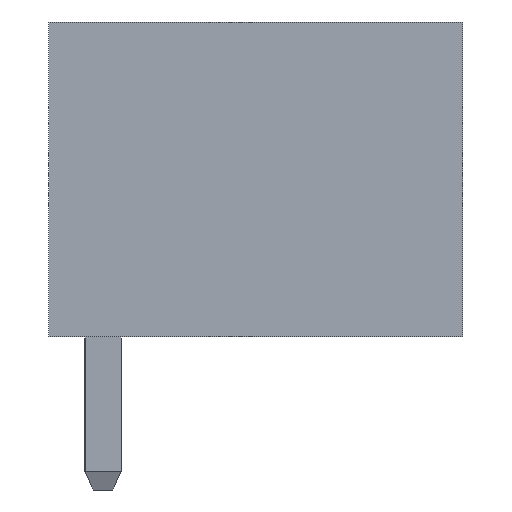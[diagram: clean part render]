
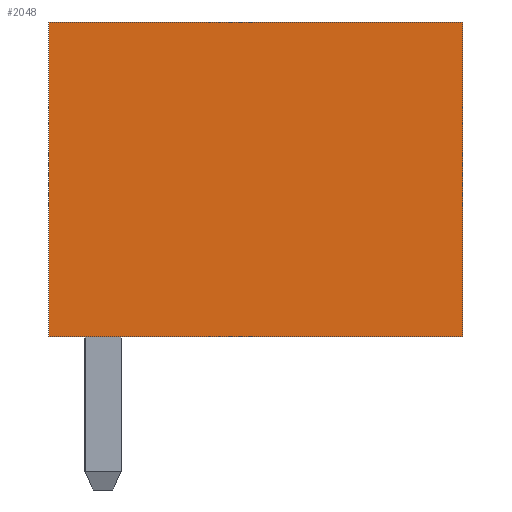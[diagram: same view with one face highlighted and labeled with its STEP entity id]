
A CAD part, left-side view. The second image highlights one B-rep face of the part: STEP entity #2048.
In plain terms, the highlighted planar face has unit normal (-1, 0, 0).
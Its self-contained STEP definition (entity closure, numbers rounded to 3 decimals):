
#518 = ORIENTED_EDGE ( 'NONE', *, *, #1674, .T. ) ;
#593 = DIRECTION ( 'NONE',  ( 0., -1., 0. ) ) ;
#787 = EDGE_CURVE ( 'NONE', #2477, #3017, #2702, .T. ) ;
#878 = EDGE_CURVE ( 'NONE', #4144, #3192, #1448, .T. ) ;
#1053 = CARTESIAN_POINT ( 'NONE',  ( -9.15, 9.2, 7. ) ) ;
#1095 = DIRECTION ( 'NONE',  ( 0., -1., 0. ) ) ;
#1225 = AXIS2_PLACEMENT_3D ( 'NONE', #1305, #2679, #1820 ) ;
#1305 = CARTESIAN_POINT ( 'NONE',  ( -9.15, 9.2, 7. ) ) ;
#1349 = ORIENTED_EDGE ( 'NONE', *, *, #878, .T. ) ;
#1382 = ORIENTED_EDGE ( 'NONE', *, *, #3486, .F. ) ;
#1448 = LINE ( 'NONE', #3420, #1606 ) ;
#1606 = VECTOR ( 'NONE', #1886, 1000. ) ;
#1615 = CARTESIAN_POINT ( 'NONE',  ( -9.15, 9.2, 0. ) ) ;
#1674 = EDGE_CURVE ( 'NONE', #3192, #3017, #2852, .T. ) ;
#1820 = DIRECTION ( 'NONE',  ( 0., 1., 0. ) ) ;
#1886 = DIRECTION ( 'NONE',  ( 0., 0., -1. ) ) ;
#2048 = ADVANCED_FACE ( 'NONE', ( #2955 ), #4989, .F. ) ;
#2069 = EDGE_LOOP ( 'NONE', ( #518, #2800, #1382, #1349 ) ) ;
#2477 = VERTEX_POINT ( 'NONE', #2921 ) ;
#2679 = DIRECTION ( 'NONE',  ( 1., 0., 0. ) ) ;
#2683 = CARTESIAN_POINT ( 'NONE',  ( -9.15, 0., 7. ) ) ;
#2702 = LINE ( 'NONE', #2683, #3260 ) ;
#2800 = ORIENTED_EDGE ( 'NONE', *, *, #787, .F. ) ;
#2852 = LINE ( 'NONE', #3172, #4017 ) ;
#2921 = CARTESIAN_POINT ( 'NONE',  ( -9.15, 0., 7. ) ) ;
#2955 = FACE_OUTER_BOUND ( 'NONE', #2069, .T. ) ;
#3017 = VERTEX_POINT ( 'NONE', #4565 ) ;
#3172 = CARTESIAN_POINT ( 'NONE',  ( -9.15, 9.2, 0. ) ) ;
#3192 = VERTEX_POINT ( 'NONE', #1615 ) ;
#3260 = VECTOR ( 'NONE', #3815, 1000. ) ;
#3420 = CARTESIAN_POINT ( 'NONE',  ( -9.15, 9.2, 7. ) ) ;
#3486 = EDGE_CURVE ( 'NONE', #4144, #2477, #4221, .T. ) ;
#3815 = DIRECTION ( 'NONE',  ( 0., 0., -1. ) ) ;
#3832 = VECTOR ( 'NONE', #593, 1000. ) ;
#4017 = VECTOR ( 'NONE', #1095, 1000. ) ;
#4144 = VERTEX_POINT ( 'NONE', #1053 ) ;
#4221 = LINE ( 'NONE', #4280, #3832 ) ;
#4280 = CARTESIAN_POINT ( 'NONE',  ( -9.15, 9.2, 7. ) ) ;
#4565 = CARTESIAN_POINT ( 'NONE',  ( -9.15, 0., 0. ) ) ;
#4989 = PLANE ( 'NONE',  #1225 ) ;
